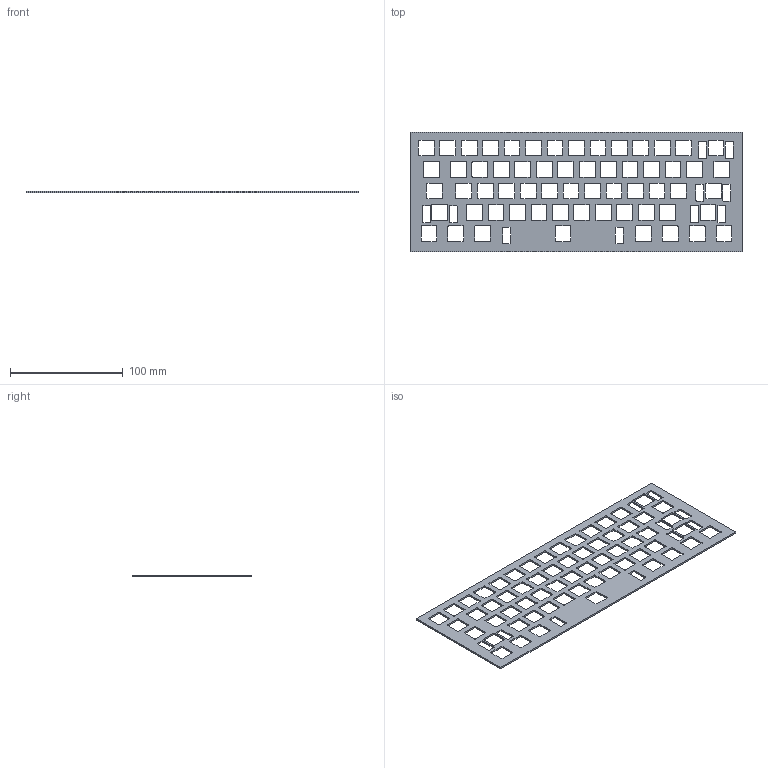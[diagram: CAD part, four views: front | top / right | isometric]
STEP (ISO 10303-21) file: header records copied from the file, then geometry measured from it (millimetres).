
FILE_DESCRIPTION(/* description */ (''),/* implementation_level */ '2;1');
FILE_NAME(/* name */ 'Nap_Pad_top.step',/* time_stamp */ '2025-07-30T03:31:35-04:00',/* author */ (''),/* organization */ (''),/* preprocessor_version */ 'ST-DEVELOPER v20.1',/* originating_system */ 'Autodesk Translation Framework v14.10.0.0',/* authorisation */ '');
FILE_SCHEMA (('AUTOMOTIVE_DESIGN { 1 0 10303 214 3 1 1 }'));
Length unit declared in the file: millimetre
Products named in the file (1): 2025-07-30-02-05-39-966
Bounding box: 294.7 x 106.17 x 1.5 mm (x, y, z)
Volume: 27444.1 mm3; surface area: 43487.3 mm2
Topology: 1 solids, 1 shells, 574 faces, 1716 edges, 1144 vertices
Faces by surface type: plane 290, cylinder 284
Entity records: 19785 total; most frequent: CARTESIAN_POINT 3435, DIRECTION 3434, ORIENTED_EDGE 3432, EDGE_CURVE 1716, LINE 1148, VECTOR 1148, VERTEX_POINT 1144, AXIS2_PLACEMENT_3D 1143
